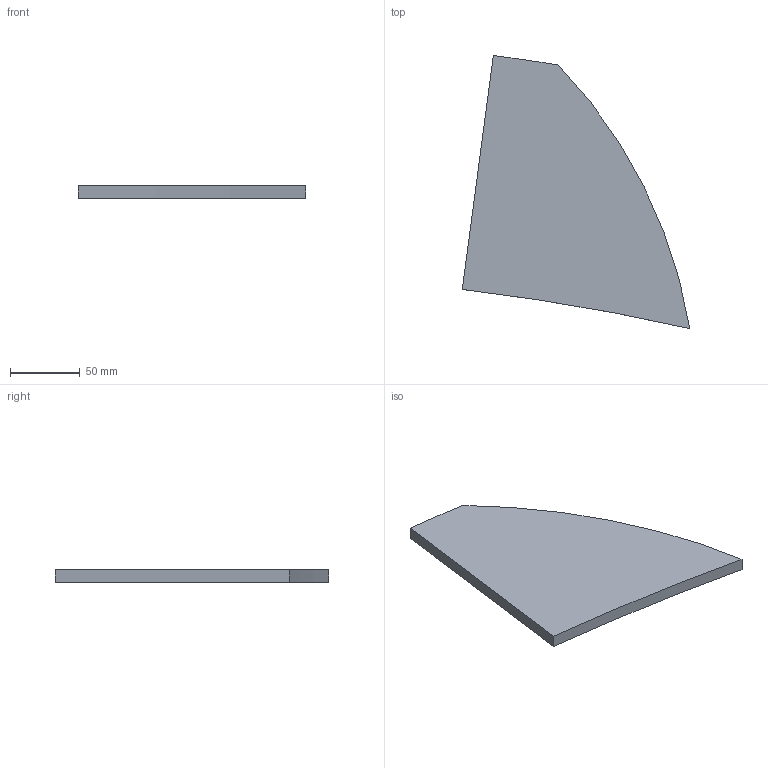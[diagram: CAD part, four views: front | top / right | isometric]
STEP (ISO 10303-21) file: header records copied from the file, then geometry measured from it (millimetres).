
FILE_DESCRIPTION((''),'2;1');
FILE_NAME('6080-133 FieldCageTermination Plate-3.stp','2008-02-21T14:50:55',('mds'),(''),'Autodesk Inventor 11','Autodesk Inventor 11','');
FILE_SCHEMA(('AUTOMOTIVE_DESIGN { 1 0 10303 214 1 1 1 1 }'));
Length unit declared in the file: millimetre
Products named in the file (1): 6080-133 FieldCageTermination Plate-3
Bounding box: 163.15 x 195.83 x 9 mm (x, y, z)
Volume: 180590.2 mm3; surface area: 45959.4 mm2
Topology: 1 solids, 1 shells, 14 faces, 32 edges, 20 vertices
Faces by surface type: cylinder 7, cone 4, plane 3
Full cylindrical faces by diameter (mm): 4.134 x4
Entity records: 345 total; most frequent: DIRECTION 64, CARTESIAN_POINT 51, ORIENTED_EDGE 40, AXIS2_PLACEMENT_3D 29, EDGE_LOOP 22, EDGE_CURVE 20, VERTEX_POINT 16, CIRCLE 14
